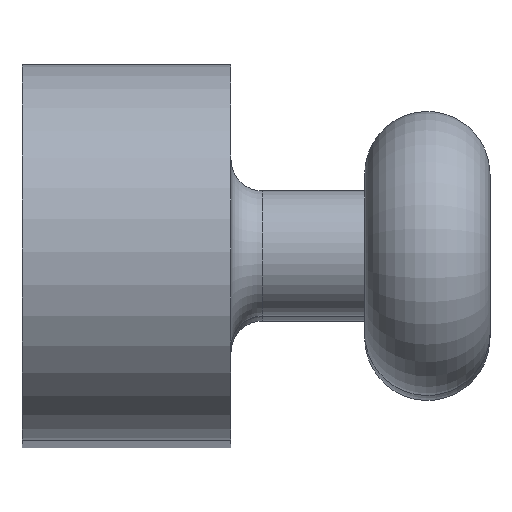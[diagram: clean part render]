
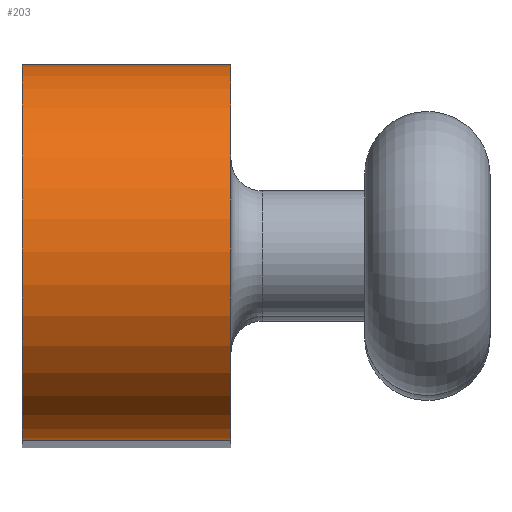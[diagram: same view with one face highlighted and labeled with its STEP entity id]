
A CAD part, top view. The second image highlights one B-rep face of the part: STEP entity #203.
In plain terms, the highlighted cylindrical face has radius 2.25 mm (diameter 4.5 mm), a partial arc.
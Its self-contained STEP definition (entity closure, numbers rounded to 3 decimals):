
#24=CIRCLE('',#233,2.25);
#25=CIRCLE('',#234,2.25);
#38=CYLINDRICAL_SURFACE('',#232,2.25);
#46=ORIENTED_EDGE('',*,*,#90,.T.);
#47=ORIENTED_EDGE('',*,*,#91,.F.);
#48=ORIENTED_EDGE('',*,*,#92,.F.);
#49=ORIENTED_EDGE('',*,*,#87,.T.);
#87=EDGE_CURVE('',#110,#109,#127,.T.);
#90=EDGE_CURVE('',#109,#112,#24,.T.);
#91=EDGE_CURVE('',#113,#112,#130,.T.);
#92=EDGE_CURVE('',#110,#113,#25,.T.);
#109=VERTEX_POINT('',#335);
#110=VERTEX_POINT('',#337);
#112=VERTEX_POINT('',#343);
#113=VERTEX_POINT('',#345);
#127=LINE('',#336,#135);
#130=LINE('',#344,#138);
#135=VECTOR('',#266,1000.);
#138=VECTOR('',#273,1000.);
#143=EDGE_LOOP('',(#46,#47,#48,#49));
#169=FACE_BOUND('',#143,.T.);
#203=ADVANCED_FACE('',(#169),#38,.T.);
#232=AXIS2_PLACEMENT_3D('',#341,#269,#270);
#233=AXIS2_PLACEMENT_3D('',#342,#271,#272);
#234=AXIS2_PLACEMENT_3D('',#346,#274,#275);
#266=DIRECTION('',(-1.,0.,0.));
#269=DIRECTION('',(-1.,0.,0.));
#270=DIRECTION('',(0.,0.,1.));
#271=DIRECTION('',(1.,0.,0.));
#272=DIRECTION('',(0.,0.,-1.));
#273=DIRECTION('',(-1.,0.,0.));
#274=DIRECTION('',(1.,0.,0.));
#275=DIRECTION('',(0.,0.,-1.));
#335=CARTESIAN_POINT('',(0.,2.25,24.75));
#336=CARTESIAN_POINT('',(2.5,2.25,24.75));
#337=CARTESIAN_POINT('',(2.5,2.25,24.75));
#341=CARTESIAN_POINT('',(2.5,0.,24.75));
#342=CARTESIAN_POINT('',(0.,0.,24.75));
#343=CARTESIAN_POINT('',(0.,-2.25,24.75));
#344=CARTESIAN_POINT('',(2.5,-2.25,24.75));
#345=CARTESIAN_POINT('',(2.5,-2.25,24.75));
#346=CARTESIAN_POINT('',(2.5,0.,24.75));
